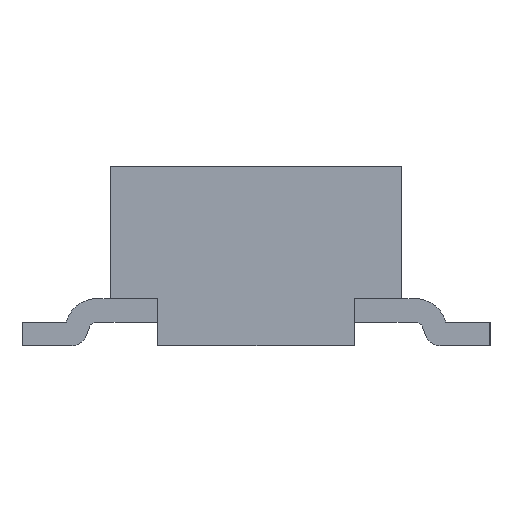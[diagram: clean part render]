
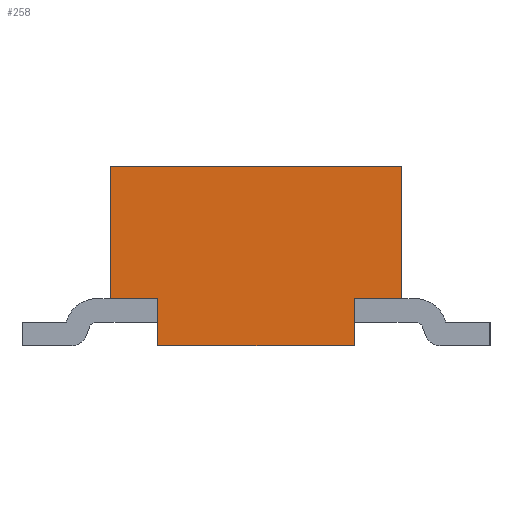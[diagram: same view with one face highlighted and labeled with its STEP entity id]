
A CAD part, left-side view. The second image highlights one B-rep face of the part: STEP entity #258.
In plain terms, the highlighted planar face has unit normal (-1, 0, 0).
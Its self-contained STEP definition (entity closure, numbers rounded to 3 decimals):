
#200 = EDGE_CURVE ( 'NONE', #5676, #26606, #22978, .T. ) ;
#258 = ADVANCED_FACE ( 'NONE', ( #4089 ), #17077, .F. ) ;
#324 = LINE ( 'NONE', #17700, #3347 ) ;
#444 = LINE ( 'NONE', #27027, #16309 ) ;
#831 = CARTESIAN_POINT ( 'NONE',  ( 2.334, -8.519, 1.6 ) ) ;
#1220 = DIRECTION ( 'NONE',  ( 0., 0., -1. ) ) ;
#1254 = ORIENTED_EDGE ( 'NONE', *, *, #3115, .F. ) ;
#1516 = VECTOR ( 'NONE', #24871, 1000. ) ;
#2982 = LINE ( 'NONE', #13934, #4123 ) ;
#3115 = EDGE_CURVE ( 'NONE', #18253, #25766, #324, .T. ) ;
#3195 = VERTEX_POINT ( 'NONE', #11664 ) ;
#3347 = VECTOR ( 'NONE', #26456, 1000. ) ;
#3401 = CARTESIAN_POINT ( 'NONE',  ( 2.334, -10.069, 1.6 ) ) ;
#3619 = AXIS2_PLACEMENT_3D ( 'NONE', #24102, #12917, #16917 ) ;
#3627 = ORIENTED_EDGE ( 'NONE', *, *, #200, .T. ) ;
#3777 = ORIENTED_EDGE ( 'NONE', *, *, #28281, .F. ) ;
#3971 = ORIENTED_EDGE ( 'NONE', *, *, #27354, .T. ) ;
#4089 = FACE_OUTER_BOUND ( 'NONE', #20138, .T. ) ;
#4123 = VECTOR ( 'NONE', #18377, 1000. ) ;
#4394 = CARTESIAN_POINT ( 'NONE',  ( 2.334, -10.069, 2.74 ) ) ;
#5676 = VERTEX_POINT ( 'NONE', #831 ) ;
#6577 = LINE ( 'NONE', #9089, #13827 ) ;
#7060 = ORIENTED_EDGE ( 'NONE', *, *, #7403, .F. ) ;
#7397 = LINE ( 'NONE', #16105, #1516 ) ;
#7403 = EDGE_CURVE ( 'NONE', #18666, #18441, #6577, .T. ) ;
#9089 = CARTESIAN_POINT ( 'NONE',  ( 2.334, -9.769, 1.9 ) ) ;
#10242 = LINE ( 'NONE', #28160, #23801 ) ;
#10897 = ORIENTED_EDGE ( 'NONE', *, *, #26848, .F. ) ;
#11637 = EDGE_CURVE ( 'NONE', #22047, #3195, #444, .T. ) ;
#11664 = CARTESIAN_POINT ( 'NONE',  ( 2.334, -8.219, 1.9 ) ) ;
#11786 = DIRECTION ( 'NONE',  ( 0., 1., 0. ) ) ;
#12917 = DIRECTION ( 'NONE',  ( 1., 0., 0. ) ) ;
#13827 = VECTOR ( 'NONE', #24587, 1000. ) ;
#13934 = CARTESIAN_POINT ( 'NONE',  ( 2.334, -8.219, 2.74 ) ) ;
#14352 = DIRECTION ( 'NONE',  ( 0., -1., 0. ) ) ;
#14625 = EDGE_CURVE ( 'NONE', #18253, #3195, #2982, .T. ) ;
#14972 = CARTESIAN_POINT ( 'NONE',  ( 2.334, -8.519, 1.9 ) ) ;
#15014 = VECTOR ( 'NONE', #1220, 1000. ) ;
#15237 = CARTESIAN_POINT ( 'NONE',  ( 2.334, -9.769, 1.9 ) ) ;
#16105 = CARTESIAN_POINT ( 'NONE',  ( 2.334, -9.769, 1.9 ) ) ;
#16309 = VECTOR ( 'NONE', #11786, 1000. ) ;
#16917 = DIRECTION ( 'NONE',  ( 0., 1., 0. ) ) ;
#17077 = PLANE ( 'NONE',  #3619 ) ;
#17700 = CARTESIAN_POINT ( 'NONE',  ( 2.334, -10.069, 2.74 ) ) ;
#18190 = ORIENTED_EDGE ( 'NONE', *, *, #11637, .F. ) ;
#18253 = VERTEX_POINT ( 'NONE', #18262 ) ;
#18262 = CARTESIAN_POINT ( 'NONE',  ( 2.334, -8.219, 2.74 ) ) ;
#18377 = DIRECTION ( 'NONE',  ( 0., 0., -1. ) ) ;
#18441 = VERTEX_POINT ( 'NONE', #15237 ) ;
#18666 = VERTEX_POINT ( 'NONE', #20285 ) ;
#20138 = EDGE_LOOP ( 'NONE', ( #3627, #3777, #7060, #10897, #1254, #20260, #18190, #3971 ) ) ;
#20260 = ORIENTED_EDGE ( 'NONE', *, *, #14625, .T. ) ;
#20285 = CARTESIAN_POINT ( 'NONE',  ( 2.334, -10.069, 1.9 ) ) ;
#20606 = LINE ( 'NONE', #20769, #15014 ) ;
#20769 = CARTESIAN_POINT ( 'NONE',  ( 2.334, -10.069, 2.74 ) ) ;
#21419 = CARTESIAN_POINT ( 'NONE',  ( 2.334, -9.769, 1.6 ) ) ;
#22047 = VERTEX_POINT ( 'NONE', #14972 ) ;
#22312 = VECTOR ( 'NONE', #14352, 1000. ) ;
#22978 = LINE ( 'NONE', #3401, #22312 ) ;
#23801 = VECTOR ( 'NONE', #27728, 1000. ) ;
#24102 = CARTESIAN_POINT ( 'NONE',  ( 2.334, -10.069, 2.74 ) ) ;
#24587 = DIRECTION ( 'NONE',  ( 0., 1., 0. ) ) ;
#24871 = DIRECTION ( 'NONE',  ( 0., 0., -1. ) ) ;
#25766 = VERTEX_POINT ( 'NONE', #4394 ) ;
#26456 = DIRECTION ( 'NONE',  ( 0., -1., 0. ) ) ;
#26606 = VERTEX_POINT ( 'NONE', #21419 ) ;
#26848 = EDGE_CURVE ( 'NONE', #25766, #18666, #20606, .T. ) ;
#27027 = CARTESIAN_POINT ( 'NONE',  ( 2.334, -8.519, 1.9 ) ) ;
#27354 = EDGE_CURVE ( 'NONE', #22047, #5676, #10242, .T. ) ;
#27728 = DIRECTION ( 'NONE',  ( 0., 0., -1. ) ) ;
#28160 = CARTESIAN_POINT ( 'NONE',  ( 2.334, -8.519, 1.9 ) ) ;
#28281 = EDGE_CURVE ( 'NONE', #18441, #26606, #7397, .T. ) ;
